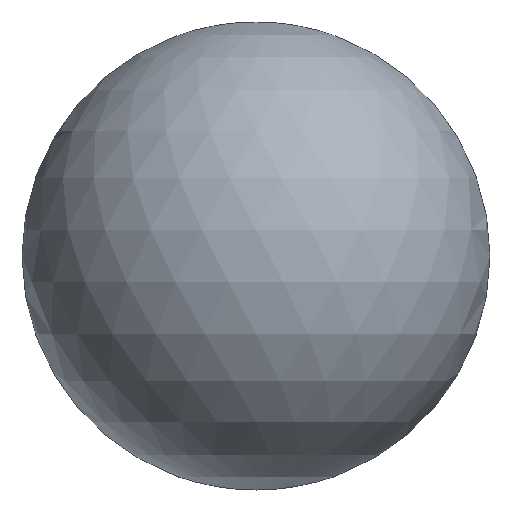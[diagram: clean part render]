
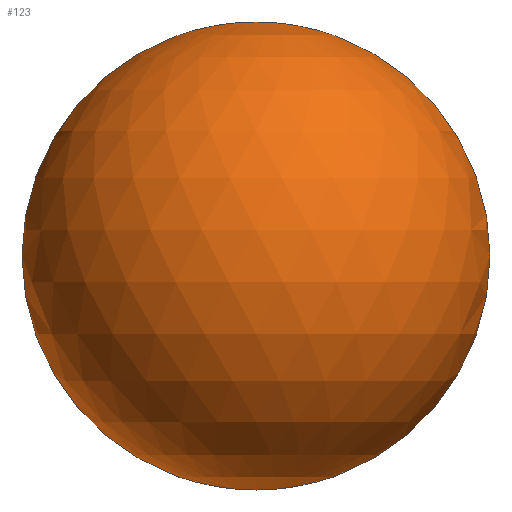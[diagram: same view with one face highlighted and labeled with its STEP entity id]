
A CAD part, left-side view. The second image highlights one B-rep face of the part: STEP entity #123.
In plain terms, the highlighted spherical face has radius 9.015 mm.
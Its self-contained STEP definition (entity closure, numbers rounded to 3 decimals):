
#14=SPHERICAL_SURFACE('',#147,9.015);
#35=FACE_OUTER_BOUND('',#48,.T.);
#48=EDGE_LOOP('',(#101));
#61=CIRCLE('',#148,9.);
#71=VERTEX_POINT('',#243);
#82=EDGE_CURVE('',#71,#71,#61,.T.);
#101=ORIENTED_EDGE('',*,*,#82,.F.);
#123=ADVANCED_FACE('',(#35),#14,.T.);
#147=AXIS2_PLACEMENT_3D('',#242,#180,#181);
#148=AXIS2_PLACEMENT_3D('',#244,#182,#183);
#180=DIRECTION('center_axis',(0.,0.,1.));
#181=DIRECTION('ref_axis',(1.,0.,0.));
#182=DIRECTION('center_axis',(1.,0.,0.));
#183=DIRECTION('ref_axis',(0.,0.,-1.));
#242=CARTESIAN_POINT('Origin',(-12.985,0.,0.));
#243=CARTESIAN_POINT('',(-13.5,9.,0.));
#244=CARTESIAN_POINT('Origin',(-13.5,0.,0.));
